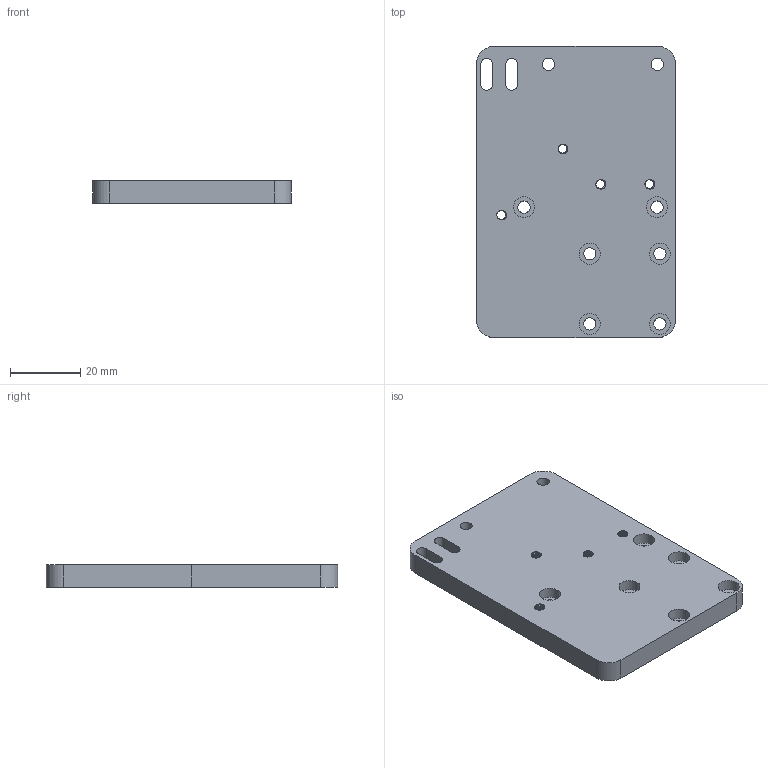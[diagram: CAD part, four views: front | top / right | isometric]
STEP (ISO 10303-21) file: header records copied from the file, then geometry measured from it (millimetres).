
FILE_DESCRIPTION(/* description */ (''),/* implementation_level */ '2;1');
FILE_NAME(/* name */ 'Hot End Mount_DD_.250_6061.step',/* time_stamp */ '2022-12-17T13:44:05-05:00',/* author */ (''),/* organization */ (''),/* preprocessor_version */ 'ST-DEVELOPER v19.2',/* originating_system */ 'Autodesk Translation Framework v11.17.0.187',/* authorisation */ '');
FILE_SCHEMA (('AUTOMOTIVE_DESIGN { 1 0 10303 214 3 1 1 }'));
Length unit declared in the file: inch
Products named in the file (1): Hot End Mount_DD_.250_6061
Bounding box: 56.72 x 83.13 x 6.35 mm (x, y, z)
Volume: 28459.9 mm3; surface area: 12149.1 mm2
Topology: 1 solids, 1 shells, 159 faces, 653 edges, 502 vertices
Faces by surface type: cylinder 134, plane 17, bspline 8
Full cylindrical faces by diameter (mm): 2.529 x48, 3.086 x48, 3.5 x6, 3.517 x1, 3.518 x1, 5.994 x6
Entity records: 26009 total; most frequent: CARTESIAN_POINT 21210, ORIENTED_EDGE 1306, EDGE_CURVE 653, DIRECTION 577, VERTEX_POINT 502, B_SPLINE_CURVE_WITH_KNOTS 440, AXIS2_PLACEMENT_3D 212, EDGE_LOOP 193
